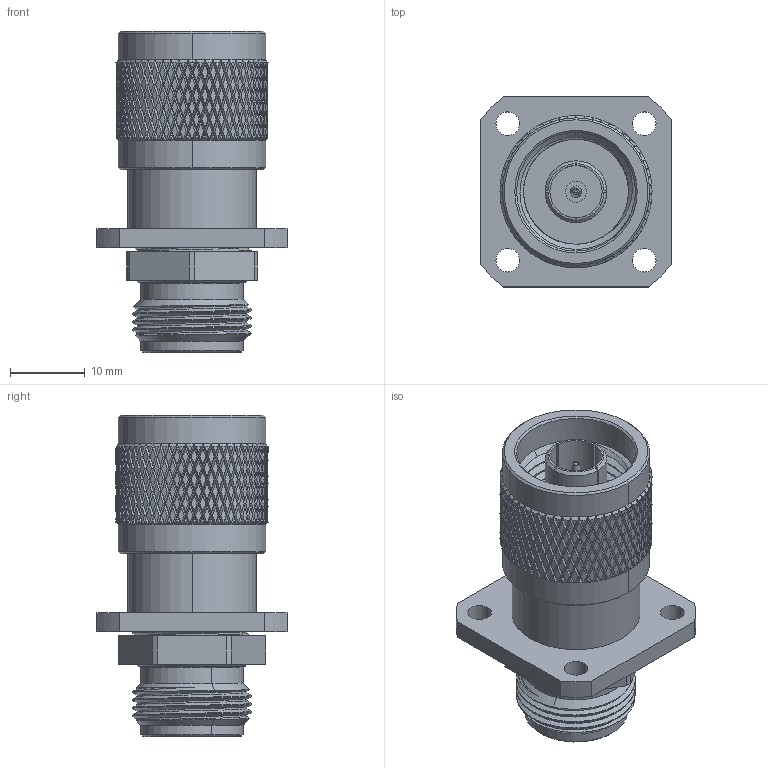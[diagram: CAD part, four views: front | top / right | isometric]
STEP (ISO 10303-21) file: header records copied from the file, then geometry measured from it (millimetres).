
FILE_DESCRIPTION (( 'STEP AP203' ), '1' );
FILE_NAME ('SM4039.step', '2019-05-29T13:14:13', ( '' ), ( '' ), 'SwSTEP 2.0', 'SolidWorks 2018', '' );
FILE_SCHEMA (( 'CONFIG_CONTROL_DESIGN' ));
Products named in the file (1): SM4039
Bounding box: 25.4 x 25.4 x 42.93 mm (x, y, z)
Volume: 9677.4 mm3; surface area: 6057 mm2
Topology: 1 solids, 2 shells, 2391 faces, 5154 edges, 2785 vertices
Faces by surface type: bspline 1778, cylinder 519, plane 56, cone 38
Entity records: 89186 total; most frequent: CARTESIAN_POINT 57094, ORIENTED_EDGE 10308, EDGE_CURVE 5154, VERTEX_POINT 2785, EDGE_LOOP 2417, FACE_OUTER_BOUND 2391, ADVANCED_FACE 2391, B_SPLINE_CURVE_WITH_KNOTS 2209
